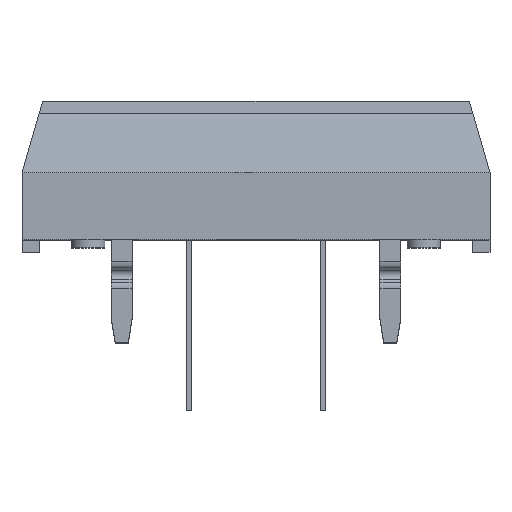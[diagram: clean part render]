
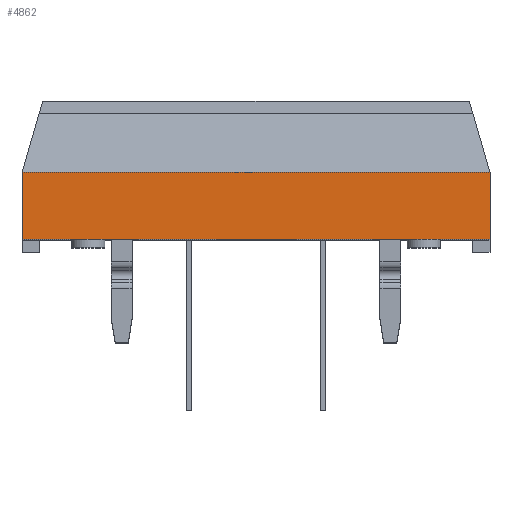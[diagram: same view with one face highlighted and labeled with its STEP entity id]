
A CAD part, top view. The second image highlights one B-rep face of the part: STEP entity #4862.
In plain terms, the highlighted planar face has unit normal (0, 0, 1).
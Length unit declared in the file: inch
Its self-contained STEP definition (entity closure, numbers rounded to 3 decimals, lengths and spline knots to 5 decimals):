
#289=LINE('',#7357,#901);
#328=LINE('',#7451,#940);
#441=LINE('',#7666,#1053);
#444=LINE('',#7672,#1056);
#901=VECTOR('',#5994,39.37008);
#940=VECTOR('',#6051,39.37008);
#1053=VECTOR('',#6202,39.37008);
#1056=VECTOR('',#6207,39.37008);
#2129=ORIENTED_EDGE('',*,*,#3052,.T.);
#2130=ORIENTED_EDGE('',*,*,#3005,.T.);
#2131=ORIENTED_EDGE('',*,*,#3165,.F.);
#2132=ORIENTED_EDGE('',*,*,#3168,.T.);
#3005=EDGE_CURVE('',#3598,#3597,#289,.T.);
#3052=EDGE_CURVE('',#3644,#3598,#328,.T.);
#3165=EDGE_CURVE('',#3726,#3597,#441,.T.);
#3168=EDGE_CURVE('',#3726,#3644,#444,.T.);
#3597=VERTEX_POINT('',#7356);
#3598=VERTEX_POINT('',#7358);
#3644=VERTEX_POINT('',#7452);
#3726=VERTEX_POINT('',#7665);
#4065=EDGE_LOOP('',(#2129,#2130,#2131,#2132));
#4365=FACE_BOUND('',#4065,.T.);
#4611=PLANE('',#5240);
#4862=ADVANCED_FACE('',(#4365),#4611,.F.);
#5240=AXIS2_PLACEMENT_3D('',#7674,#6209,#6210);
#5994=DIRECTION('',(1.,0.,0.));
#6051=DIRECTION('',(0.,-1.,0.));
#6202=DIRECTION('',(0.,-1.,0.));
#6207=DIRECTION('',(-1.,0.,0.));
#6209=DIRECTION('',(0.,0.,-1.));
#6210=DIRECTION('',(-1.,0.,0.));
#7356=CARTESIAN_POINT('',(0.3485,0.018,0.));
#7357=CARTESIAN_POINT('',(-0.3485,0.018,0.));
#7358=CARTESIAN_POINT('',(-0.3485,0.018,0.));
#7451=CARTESIAN_POINT('',(-0.3485,0.118,0.));
#7452=CARTESIAN_POINT('',(-0.3485,0.118,0.));
#7665=CARTESIAN_POINT('',(0.3485,0.118,0.));
#7666=CARTESIAN_POINT('',(0.3485,0.118,0.));
#7672=CARTESIAN_POINT('',(0.3485,0.118,0.));
#7674=CARTESIAN_POINT('',(0.3485,0.118,0.));
